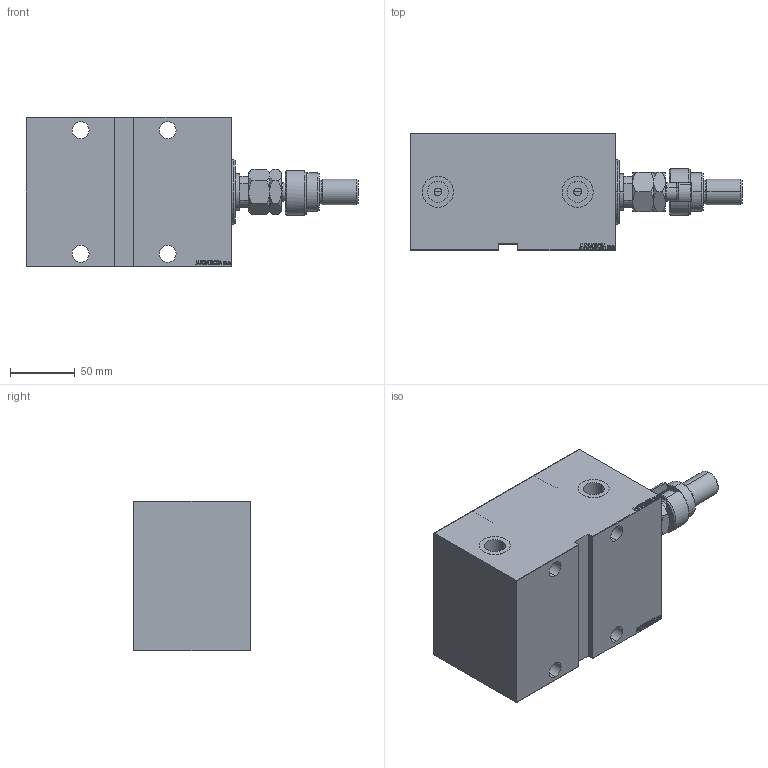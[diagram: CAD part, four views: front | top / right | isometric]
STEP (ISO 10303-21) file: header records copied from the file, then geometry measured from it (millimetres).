
FILE_DESCRIPTION (( 'STEP AP203' ), '1' );
FILE_NAME ('4c8c.STEP', '2022-04-17T05:41:23', ( '' ), ( '' ), 'SwSTEP 2.0', 'SolidWorks 2019', '' );
FILE_SCHEMA (( 'CONFIG_CONTROL_DESIGN' ));
Length unit declared in the file: millimetre
Products named in the file (7): V450CM_E_VCP 450ad73ff4ae85d2e91982fbd4546e55; FEMALE_PART_FOR_DFA 450ad73ff4ae85d2e91982fbd4546e55; V450CM_VC_B 450ad73ff4ae85d2e91982fbd4546e55; DFA 450ad73ff4ae85d2e91982fbd4546e55; 4c8c; MFA 450ad73ff4ae85d2e91982fbd4546e55; V450CM_E_Body 450ad73ff4ae85d2e91982fbd4546e55
Assembly tree (6 placements, depth 3):
  4c8c
    V450CM_E_Body 450ad73ff4ae85d2e91982fbd4546e55
    V450CM_E_VCP 450ad73ff4ae85d2e91982fbd4546e55
    V450CM_VC_B 450ad73ff4ae85d2e91982fbd4546e55
    DFA 450ad73ff4ae85d2e91982fbd4546e55
      FEMALE_PART_FOR_DFA 450ad73ff4ae85d2e91982fbd4546e55
      MFA 450ad73ff4ae85d2e91982fbd4546e55
Bounding box: 255.5 x 90 x 115 mm (x, y, z)
Volume: 1370831.4 mm3; surface area: 185818.7 mm2
Topology: 5 solids, 5 shells, 962 faces, 2431 edges, 1595 vertices
Faces by surface type: plane 445, bspline 380, cylinder 79, cone 54, torus 4
Entity records: 46690 total; most frequent: CARTESIAN_POINT 25348, ORIENTED_EDGE 4858, DIRECTION 2999, EDGE_CURVE 2429, VERTEX_POINT 1595, VECTOR 1387, LINE 1387, EDGE_LOOP 1094
